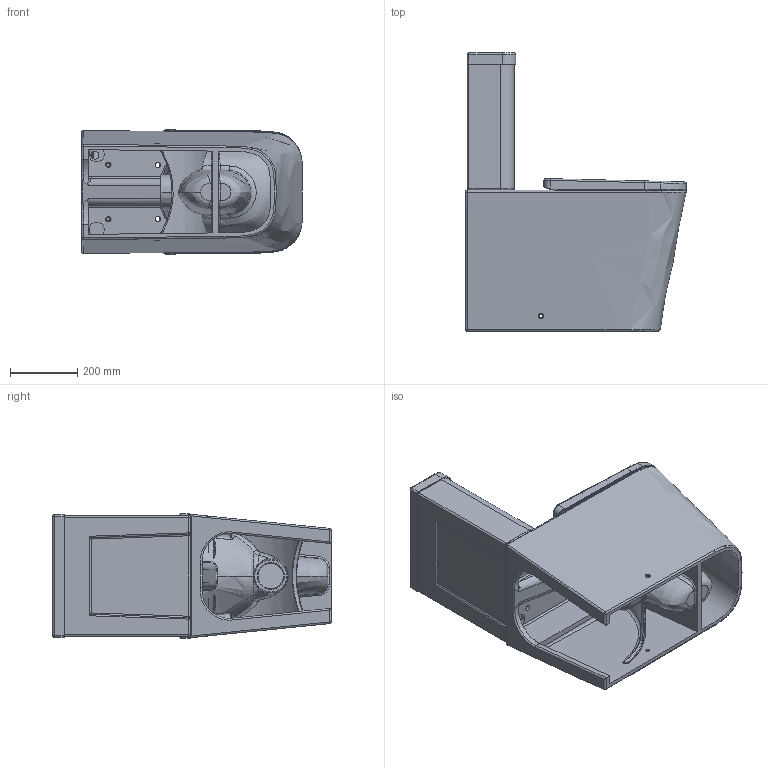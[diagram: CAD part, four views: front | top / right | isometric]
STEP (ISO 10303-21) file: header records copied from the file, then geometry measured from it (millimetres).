
FILE_DESCRIPTION (( 'STEP AP214' ), '1' );
FILE_NAME ('MACC01_STEP_V10719.STEP', '2021-04-09T15:39:24', ( '' ), ( '' ), 'SwSTEP 2.0', 'SolidWorks 2019', '' );
FILE_SCHEMA (( 'AUTOMOTIVE_DESIGN' ));
Length unit declared in the file: millimetre
Products named in the file (1): MACC01_STEP_V10719
Bounding box: 658.84 x 830 x 370.3 mm (x, y, z)
Volume: 26963106 mm3; surface area: 3916629.2 mm2
Topology: 9 solids, 9 shells, 925 faces, 2353 edges, 1406 vertices
Faces by surface type: bspline 342, cylinder 267, plane 157, torus 125, sphere 24, cone 10
Entity records: 84323 total; most frequent: CARTESIAN_POINT 54887, ORIENTED_EDGE 4610, DIRECTION 3283, EDGE_CURVE 2305, VERTEX_POINT 1398, AXIS2_PLACEMENT_3D 1354, EDGE_LOOP 957, UNCERTAINTY_MEASURE_WITH_UNIT 934
